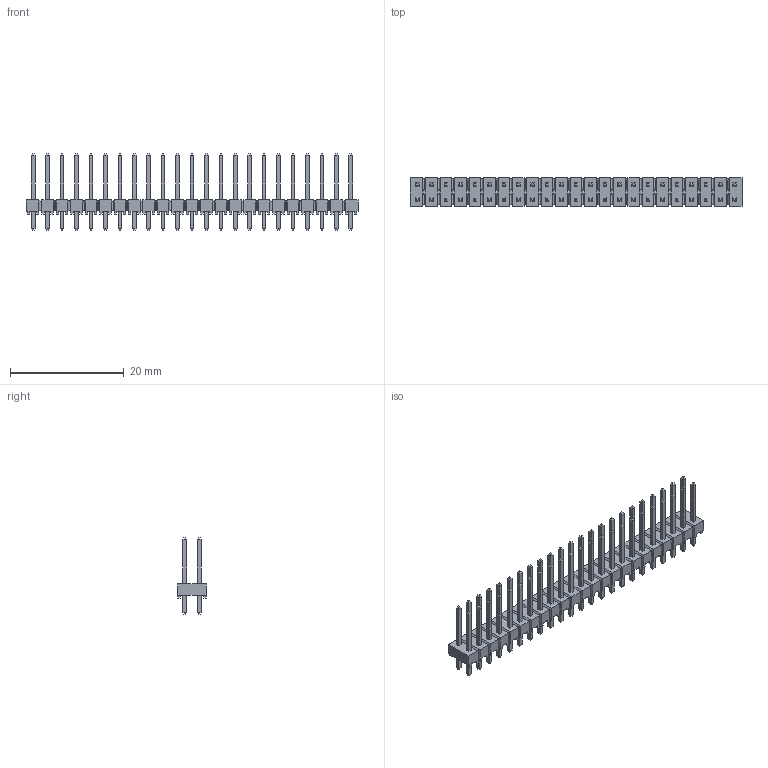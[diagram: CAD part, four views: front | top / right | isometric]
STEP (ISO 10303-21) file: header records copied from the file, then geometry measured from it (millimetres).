
FILE_DESCRIPTION(('FreeCAD Model'),'2;1');
FILE_NAME('TSW_123_14_G_D_cp.step' ,'2018-08-06T12:00:58',('kicad StepUp'),('ksu MCAD'), 'Open CASCADE STEP processor 7.2','FreeCAD','Unknown');
FILE_SCHEMA(('AUTOMOTIVE_DESIGN { 1 0 10303 214 1 1 1 1 }'));
Length unit declared in the file: millimetre
Products named in the file (1): TSW_123_14_G_D_cp
Bounding box: 58.42 x 5.08 x 13.46 mm (x, y, z)
Volume: 804.9 mm3; surface area: 3190.6 mm2
Topology: 2 solids, 2 shells, 1920 faces, 4796 edges, 2928 vertices
Faces by surface type: plane 1920
Entity records: 68619 total; most frequent: CARTESIAN_POINT 9645, ORIENTED_EDGE 9592, DIRECTION 8638, EDGE_CURVE 4796, LINE 4796, VECTOR 4796, VERTEX_POINT 2928, FACE_BOUND 2104
